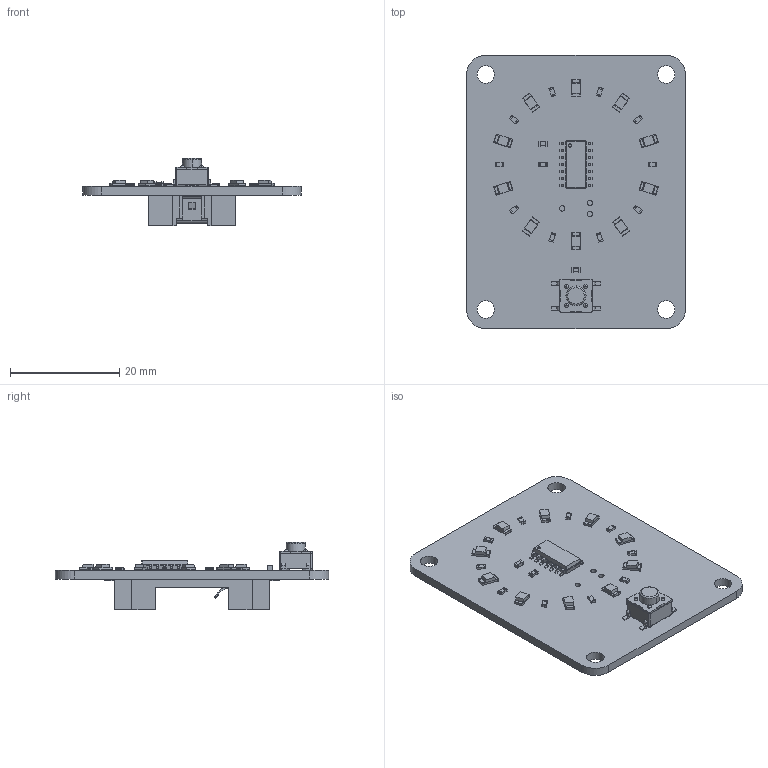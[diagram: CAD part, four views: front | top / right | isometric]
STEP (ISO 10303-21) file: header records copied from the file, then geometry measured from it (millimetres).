
FILE_DESCRIPTION(('KiCad electronic assembly'),'2;1');
FILE_NAME('ring_of_fire_pcba_rev_1a.step','2021-05-28T11:18:25',( 'An Author'),('A Company'),'Open CASCADE STEP processor 6.9', 'KiCad to STEP converter','Unknown');
FILE_SCHEMA(('AUTOMOTIVE_DESIGN { 1 0 10303 214 1 1 1 1 }'));
Length unit declared in the file: millimetre
Products named in the file (14): Open CASCADE STEP translator 6.9 1; 1060TR--3DModel-STEP-1; COMPOUND; R_0603_1608Metric; SOLID; PTS645SK50SMTR92LFS--3DModel-STEP-1; LED_1206_3216Metric; SOIC-14_3.9x8.7mm_P1.27mm; C_0603_1608Metric
Assembly tree (33 placements, depth 3):
  Open CASCADE STEP translator 6.9 1
    1060TR--3DModel-STEP-1
      COMPOUND
    R_0603_1608Metric  x11
      SOLID
    PTS645SK50SMTR92LFS--3DModel-STEP-1
      COMPOUND
    LED_1206_3216Metric  x10
      SOLID
    SOIC-14_3.9x8.7mm_P1.27mm
      SOLID
    C_0603_1608Metric  x2
      SOLID
    COMPOUND
Bounding box: 40 x 50 x 12.31 mm (x, y, z)
Volume: 4223.8 mm3; surface area: 6568.8 mm2
Topology: 39 solids, 39 shells, 1488 faces, 3935 edges, 2534 vertices
Faces by surface type: plane 1065, cylinder 355, bspline 38, revolution 16, cone 8, sphere 4, torus 2
Full cylindrical faces by diameter (mm): 0.6 x1, 0.991 x3, 3.2 x4
Entity records: 53296 total; most frequent: CARTESIAN_POINT 10448, DIRECTION 7494, LINE 4900, VECTOR 4900, ORIENTED_EDGE 3964, PCURVE 3964, DEFINITIONAL_REPRESENTATION 3964, EDGE_CURVE 1982
